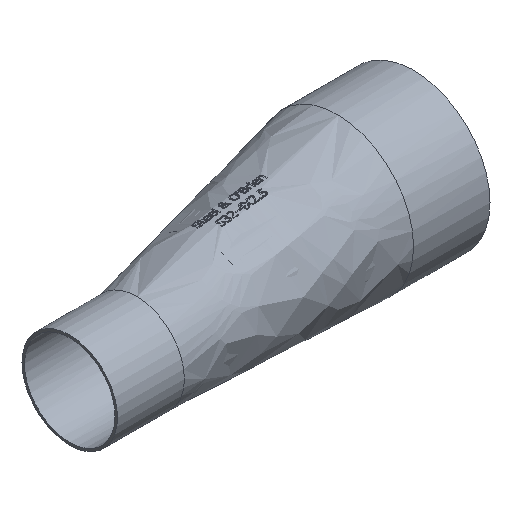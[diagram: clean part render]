
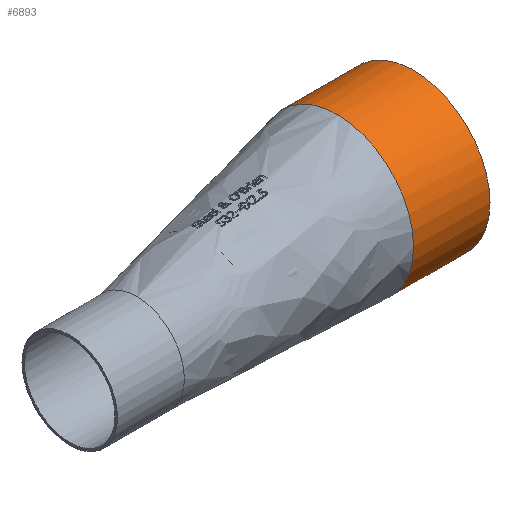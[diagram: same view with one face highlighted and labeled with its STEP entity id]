
A CAD part, isometric view. The second image highlights one B-rep face of the part: STEP entity #6893.
In plain terms, the highlighted cylindrical face has radius 50.8 mm (diameter 101.6 mm), a full revolution.
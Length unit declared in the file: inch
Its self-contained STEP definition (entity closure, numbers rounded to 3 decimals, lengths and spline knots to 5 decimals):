
#14=CYLINDRICAL_SURFACE('',#7141,2.);
#81=FACE_BOUND('',#1842,.T.);
#203=CIRCLE('',#7128,2.);
#204=CIRCLE('',#7129,2.);
#215=CIRCLE('',#7142,2.);
#1435=FACE_OUTER_BOUND('',#1841,.T.);
#1841=EDGE_LOOP('',(#6247,#6248));
#1842=EDGE_LOOP('',(#6249));
#3093=VERTEX_POINT('',#15657);
#3094=VERTEX_POINT('',#15660);
#3104=VERTEX_POINT('',#15778);
#4141=EDGE_CURVE('',#3094,#3093,#203,.T.);
#4142=EDGE_CURVE('',#3093,#3094,#204,.T.);
#4155=EDGE_CURVE('',#3104,#3104,#215,.T.);
#6247=ORIENTED_EDGE('',*,*,#4141,.T.);
#6248=ORIENTED_EDGE('',*,*,#4142,.T.);
#6249=ORIENTED_EDGE('',*,*,#4155,.F.);
#6893=ADVANCED_FACE('',(#1435,#81),#14,.T.);
#7128=AXIS2_PLACEMENT_3D('',#15661,#7955,#7956);
#7129=AXIS2_PLACEMENT_3D('',#15662,#7957,#7958);
#7141=AXIS2_PLACEMENT_3D('',#15777,#7981,#7982);
#7142=AXIS2_PLACEMENT_3D('',#15779,#7983,#7984);
#7955=DIRECTION('center_axis',(1.,0.,0.));
#7956=DIRECTION('ref_axis',(0.,0.14,-0.99));
#7957=DIRECTION('center_axis',(1.,0.,0.));
#7958=DIRECTION('ref_axis',(0.,0.14,-0.99));
#7981=DIRECTION('center_axis',(-1.,0.,0.));
#7982=DIRECTION('ref_axis',(0.,0.14,-0.99));
#7983=DIRECTION('center_axis',(1.,0.,0.));
#7984=DIRECTION('ref_axis',(0.,0.14,-0.99));
#15657=CARTESIAN_POINT('',(4.,0.5991,1.99977));
#15660=CARTESIAN_POINT('',(4.,-1.37059,0.));
#15661=CARTESIAN_POINT('Origin',(4.,0.62941,0.));
#15662=CARTESIAN_POINT('Origin',(4.,0.62941,0.));
#15777=CARTESIAN_POINT('Origin',(6.,0.62941,0.));
#15778=CARTESIAN_POINT('',(6.,0.34845,1.98017));
#15779=CARTESIAN_POINT('Origin',(6.,0.62941,0.));
